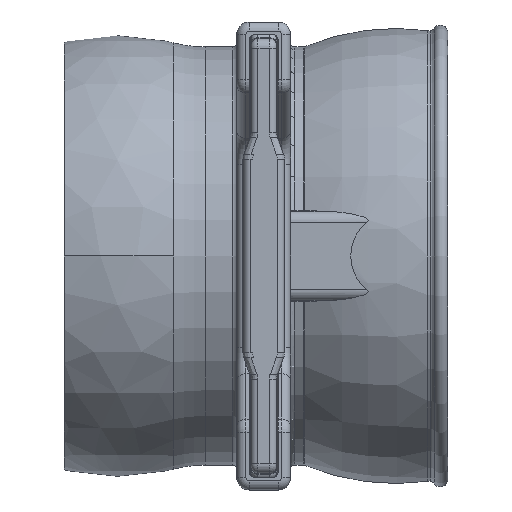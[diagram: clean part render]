
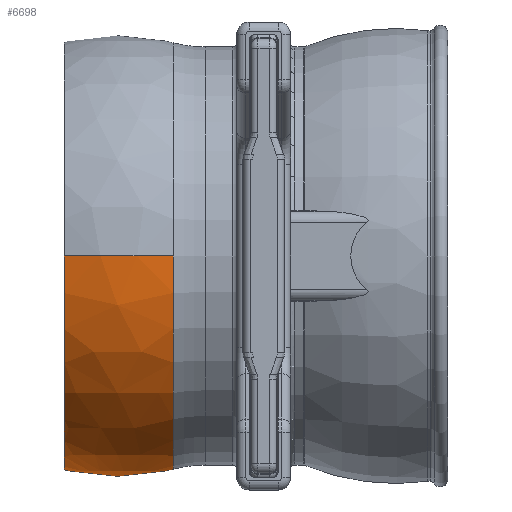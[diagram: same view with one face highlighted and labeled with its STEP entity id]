
A CAD part, front view. The second image highlights one B-rep face of the part: STEP entity #6698.
In plain terms, the highlighted spherical face has radius 35.642 mm.
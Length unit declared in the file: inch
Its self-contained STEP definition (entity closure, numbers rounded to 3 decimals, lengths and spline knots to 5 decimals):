
#4984 = EDGE_CURVE ( 'NONE', #5042, #5065, #10897, .T. ) ;
#5006 = VERTEX_POINT ( 'NONE', #10970 ) ;
#5009 = EDGE_CURVE ( 'NONE', #5006, #5010, #10963, .T. ) ;
#5010 = VERTEX_POINT ( 'NONE', #11023 ) ;
#5042 = VERTEX_POINT ( 'NONE', #11027 ) ;
#5065 = VERTEX_POINT ( 'NONE', #11114 ) ;
#5082 = VERTEX_POINT ( 'NONE', #11144 ) ;
#5084 = EDGE_CURVE ( 'NONE', #5082, #5006, #11143, .T. ) ;
#6698 = ADVANCED_FACE ( 'NONE', ( #14342 ), #14403, .T. ) ;
#6699 = EDGE_LOOP ( 'NONE', ( #6744, #6745, #6746, #6747, #6749 ) ) ;
#6744 = ORIENTED_EDGE ( 'NONE', *, *, #5084, .F. ) ;
#6745 = ORIENTED_EDGE ( 'NONE', *, *, #6774, .T. ) ;
#6746 = ORIENTED_EDGE ( 'NONE', *, *, #4984, .T. ) ;
#6747 = ORIENTED_EDGE ( 'NONE', *, *, #6748, .F. ) ;
#6748 = EDGE_CURVE ( 'NONE', #5010, #5065, #14468, .T. ) ;
#6749 = ORIENTED_EDGE ( 'NONE', *, *, #5009, .F. ) ;
#6774 = EDGE_CURVE ( 'NONE', #5082, #5042, #14498, .T. ) ;
#10897 = CIRCLE ( 'NONE', #10958, 1.40325 ) ;
#10955 = DIRECTION ( 'NONE',  ( -1., 0., 0. ) ) ;
#10956 = DIRECTION ( 'NONE',  ( 0., 0., -1. ) ) ;
#10957 = CARTESIAN_POINT ( 'NONE',  ( 0., 0., 0. ) ) ;
#10958 = AXIS2_PLACEMENT_3D ( 'NONE', #10957, #10956, #10955 ) ;
#10959 = DIRECTION ( 'NONE',  ( 0., 0., -1. ) ) ;
#10960 = DIRECTION ( 'NONE',  ( 1., 0., 0. ) ) ;
#10961 = CARTESIAN_POINT ( 'NONE',  ( 0.35455, 0., 0. ) ) ;
#10962 = AXIS2_PLACEMENT_3D ( 'NONE', #10961, #10960, #10959 ) ;
#10963 = CIRCLE ( 'NONE', #10962, 1.35772 ) ;
#10970 = CARTESIAN_POINT ( 'NONE',  ( 0.35455, -1.35772, 0. ) ) ;
#11023 = CARTESIAN_POINT ( 'NONE',  ( 0.35455, 0., -1.35772 ) ) ;
#11027 = CARTESIAN_POINT ( 'NONE',  ( -0.33827, 1.36187, 0. ) ) ;
#11114 = CARTESIAN_POINT ( 'NONE',  ( 0.35455, 1.35772, 0. ) ) ;
#11139 = DIRECTION ( 'NONE',  ( 0., -1., 0. ) ) ;
#11140 = DIRECTION ( 'NONE',  ( 0., 0., 1. ) ) ;
#11141 = CARTESIAN_POINT ( 'NONE',  ( 0., 0., 0. ) ) ;
#11142 = AXIS2_PLACEMENT_3D ( 'NONE', #11141, #11140, #11139 ) ;
#11143 = CIRCLE ( 'NONE', #11142, 1.40325 ) ;
#11144 = CARTESIAN_POINT ( 'NONE',  ( -0.33827, -1.36187, 0. ) ) ;
#14339 = CARTESIAN_POINT ( 'NONE',  ( 0., 0., 0. ) ) ;
#14341 = DIRECTION ( 'NONE',  ( 0., 0., 1. ) ) ;
#14342 = FACE_OUTER_BOUND ( 'NONE', #6699, .T. ) ;
#14401 = DIRECTION ( 'NONE',  ( 0., 1., 0. ) ) ;
#14402 = AXIS2_PLACEMENT_3D ( 'NONE', #14339, #14341, #14401 ) ;
#14403 = SPHERICAL_SURFACE ( 'NONE', #14402, 1.40325 ) ;
#14438 = CARTESIAN_POINT ( 'NONE',  ( -0.33827, 0., 0. ) ) ;
#14464 = DIRECTION ( 'NONE',  ( 0., 0., -1. ) ) ;
#14465 = DIRECTION ( 'NONE',  ( 1., 0., 0. ) ) ;
#14466 = CARTESIAN_POINT ( 'NONE',  ( 0.35455, 0., 0. ) ) ;
#14467 = AXIS2_PLACEMENT_3D ( 'NONE', #14466, #14465, #14464 ) ;
#14468 = CIRCLE ( 'NONE', #14467, 1.35772 ) ;
#14495 = DIRECTION ( 'NONE',  ( 0., 0., -1. ) ) ;
#14496 = DIRECTION ( 'NONE',  ( 1., 0., 0. ) ) ;
#14497 = AXIS2_PLACEMENT_3D ( 'NONE', #14438, #14496, #14495 ) ;
#14498 = CIRCLE ( 'NONE', #14497, 1.36187 ) ;
